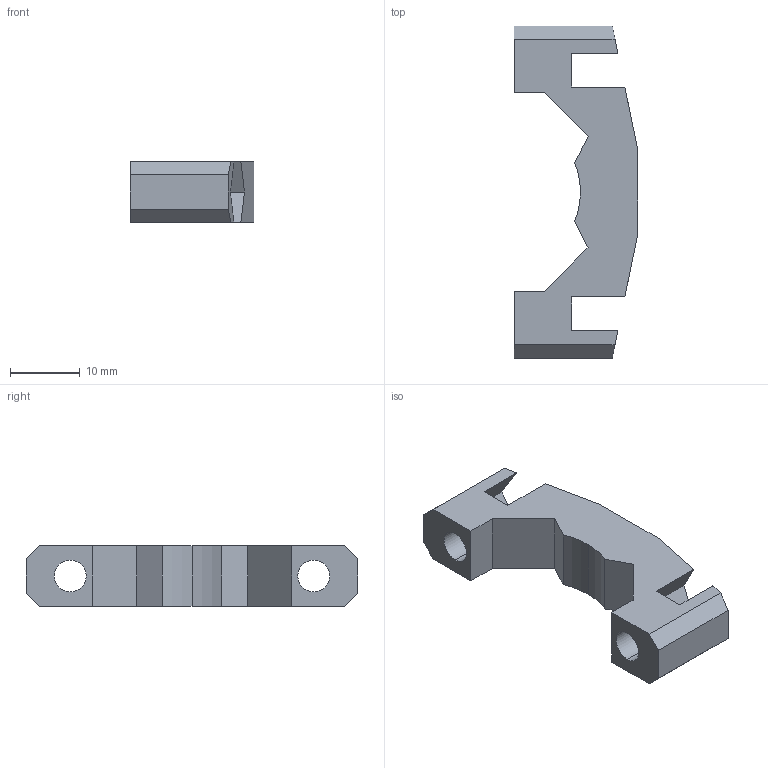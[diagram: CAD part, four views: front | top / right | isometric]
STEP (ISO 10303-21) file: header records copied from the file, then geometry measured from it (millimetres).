
FILE_DESCRIPTION (( 'STEP AP214' ), '1' );
FILE_NAME ('Double Nut Pipe Top Clamp.STEP', '2021-04-13T21:40:36', ( '' ), ( '' ), 'SwSTEP 2.0', 'SolidWorks 2020', '' );
FILE_SCHEMA (( 'AUTOMOTIVE_DESIGN' ));
Length unit declared in the file: inch
Products named in the file (1): Double Nut Pipe Top Clamp
Bounding box: 17.78 x 47.62 x 8.73 mm (x, y, z)
Volume: 3387.9 mm3; surface area: 2530.2 mm2
Topology: 1 solids, 1 shells, 37 faces, 105 edges, 70 vertices
Faces by surface type: plane 31, cylinder 6
Entity records: 1239 total; most frequent: CARTESIAN_POINT 213, ORIENTED_EDGE 210, DIRECTION 193, EDGE_CURVE 105, LINE 93, VECTOR 93, VERTEX_POINT 70, AXIS2_PLACEMENT_3D 50
